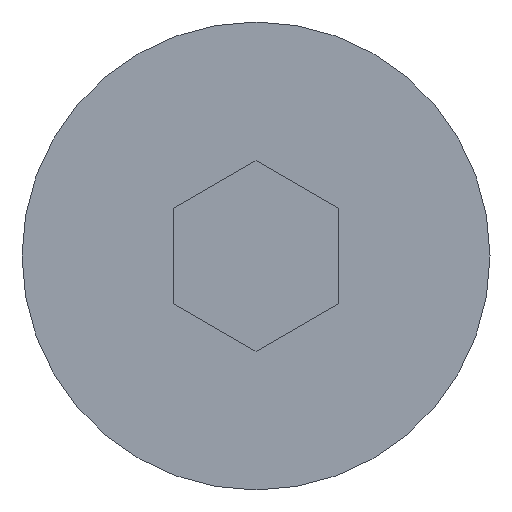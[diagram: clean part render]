
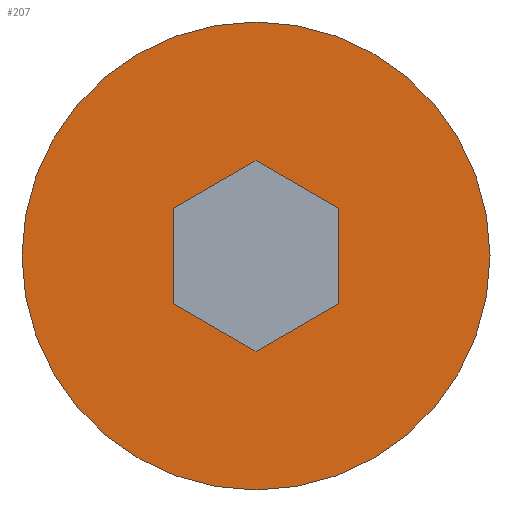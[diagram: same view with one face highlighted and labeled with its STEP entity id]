
A CAD part, front view. The second image highlights one B-rep face of the part: STEP entity #207.
In plain terms, the highlighted planar face has unit normal (0, -1, 0).
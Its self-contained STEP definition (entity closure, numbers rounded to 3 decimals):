
#18=FACE_BOUND('',#46,.T.);
#20=CIRCLE('',#241,4.25);
#32=FACE_OUTER_BOUND('',#45,.T.);
#45=EDGE_LOOP('',(#168));
#46=EDGE_LOOP('',(#169,#170,#171,#172,#173,#174));
#55=LINE('',#318,#76);
#58=LINE('',#324,#79);
#61=LINE('',#330,#82);
#64=LINE('',#336,#85);
#67=LINE('',#342,#88);
#70=LINE('',#346,#91);
#76=VECTOR('',#257,1.732);
#79=VECTOR('',#262,1.732);
#82=VECTOR('',#267,1.732);
#85=VECTOR('',#272,1.732);
#88=VECTOR('',#277,1.732);
#91=VECTOR('',#282,1.732);
#97=VERTEX_POINT('',#315);
#98=VERTEX_POINT('',#317);
#100=VERTEX_POINT('',#323);
#102=VERTEX_POINT('',#329);
#104=VERTEX_POINT('',#335);
#106=VERTEX_POINT('',#341);
#107=VERTEX_POINT('',#349);
#114=EDGE_CURVE('',#98,#97,#55,.T.);
#117=EDGE_CURVE('',#100,#98,#58,.T.);
#120=EDGE_CURVE('',#102,#100,#61,.T.);
#123=EDGE_CURVE('',#104,#102,#64,.T.);
#126=EDGE_CURVE('',#106,#104,#67,.T.);
#129=EDGE_CURVE('',#97,#106,#70,.T.);
#130=EDGE_CURVE('',#107,#107,#20,.T.);
#168=ORIENTED_EDGE('',*,*,#130,.F.);
#169=ORIENTED_EDGE('',*,*,#114,.T.);
#170=ORIENTED_EDGE('',*,*,#129,.T.);
#171=ORIENTED_EDGE('',*,*,#126,.T.);
#172=ORIENTED_EDGE('',*,*,#123,.T.);
#173=ORIENTED_EDGE('',*,*,#120,.T.);
#174=ORIENTED_EDGE('',*,*,#117,.T.);
#197=PLANE('',#240);
#207=ADVANCED_FACE('',(#32,#18),#197,.T.);
#240=AXIS2_PLACEMENT_3D('',#348,#285,#286);
#241=AXIS2_PLACEMENT_3D('',#350,#287,#288);
#257=DIRECTION('',(0.866,0.,0.5));
#262=DIRECTION('',(0.,0.,1.));
#267=DIRECTION('',(-0.866,0.,0.5));
#272=DIRECTION('',(-0.866,0.,-0.5));
#277=DIRECTION('',(0.,0.,-1.));
#282=DIRECTION('',(0.866,0.,-0.5));
#285=DIRECTION('center_axis',(0.,-1.,0.));
#286=DIRECTION('ref_axis',(0.,0.,-1.));
#287=DIRECTION('center_axis',(0.,1.,0.));
#288=DIRECTION('ref_axis',(0.,0.,1.));
#315=CARTESIAN_POINT('',(0.,-13.5,1.732));
#317=CARTESIAN_POINT('',(-1.5,-13.5,0.866));
#318=CARTESIAN_POINT('',(-1.5,-13.5,0.866));
#323=CARTESIAN_POINT('',(-1.5,-13.5,-0.866));
#324=CARTESIAN_POINT('',(-1.5,-13.5,-0.866));
#329=CARTESIAN_POINT('',(0.,-13.5,-1.732));
#330=CARTESIAN_POINT('',(0.,-13.5,-1.732));
#335=CARTESIAN_POINT('',(1.5,-13.5,-0.866));
#336=CARTESIAN_POINT('',(1.5,-13.5,-0.866));
#341=CARTESIAN_POINT('',(1.5,-13.5,0.866));
#342=CARTESIAN_POINT('',(1.5,-13.5,0.866));
#346=CARTESIAN_POINT('',(0.,-13.5,1.732));
#348=CARTESIAN_POINT('Origin',(0.,-13.5,2.125));
#349=CARTESIAN_POINT('',(0.,-13.5,-4.25));
#350=CARTESIAN_POINT('Origin',(0.,-13.5,0.));
